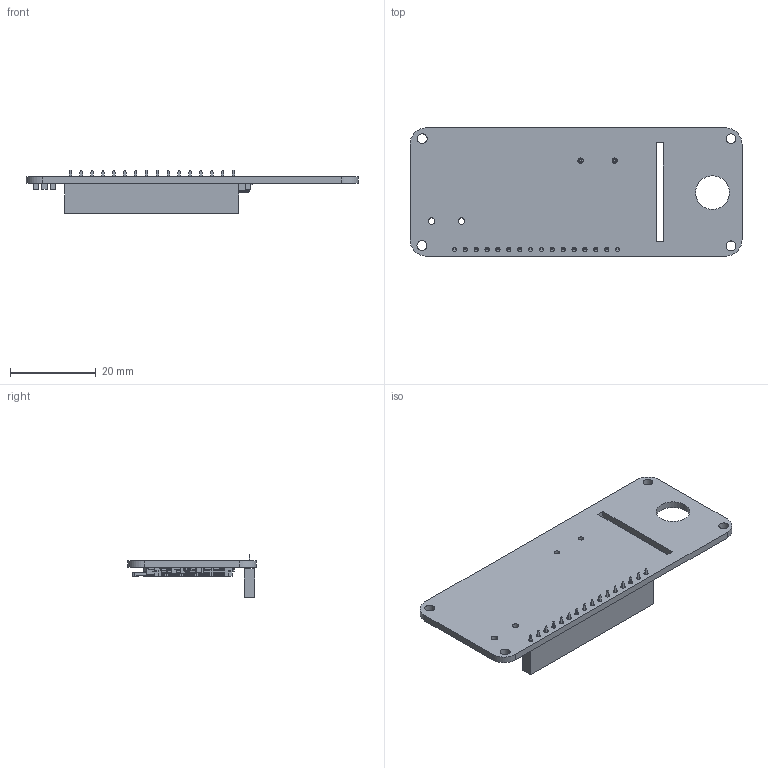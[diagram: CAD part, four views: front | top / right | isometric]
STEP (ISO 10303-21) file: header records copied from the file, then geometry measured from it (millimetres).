
FILE_DESCRIPTION(('KiCad electronic assembly'),'2;1');
FILE_NAME('numcalcium-front.step','2024-11-24T16:21:33',('Pcbnew'),( 'Kicad'),'Open CASCADE STEP processor 7.6','KiCad to STEP converter' ,'Unknown');
FILE_SCHEMA(('AUTOMOTIVE_DESIGN { 1 0 10303 214 1 1 1 1 }'));
Length unit declared in the file: millimetre
Products named in the file (27): numcalcium-front 1; R_0805_2012Metric; C_0805_2012Metric; PinSocket_1x16_P2.54mm_Vertical; PinSocket_1x16_P254mm_Vertical; SOT-23; SOT_23; D_0805_2012Metric; D_0805; TF-01A; Frame; MicroSD; Body; Pin1; Pin2; Pin3; Pin4; Pin5; Pin6; Pin7; Pin8; Pin9; Hirose_FH12-30S-0.5SH_1x30-1MP_P0.50mm_Horizontal; Hirose_FH12_xxS_0_5SH_Parametric_v0_1; _autosave-numcalcium_PCB
Assembly tree (42 placements, depth 3):
  numcalcium-front 1
    R_0805_2012Metric  x10
      R_0805_2012Metric
    C_0805_2012Metric  x7
      C_0805_2012Metric
    PinSocket_1x16_P2.54mm_Vertical
      PinSocket_1x16_P254mm_Vertical
    SOT-23  x2
      SOT_23
    D_0805_2012Metric
      D_0805
    TF-01A
      Frame
      MicroSD
      Body
      Pin1
      Pin2
      Pin3
      Pin4
      Pin5
      Pin6
      Pin7
      Pin8
      Pin9
    Hirose_FH12-30S-0.5SH_1x30-1MP_P0.50mm_Horizontal
      Hirose_FH12_xxS_0_5SH_Parametric_v0_1
    _autosave-numcalcium_PCB
Bounding box: 77.52 x 29.97 x 10.1 mm (x, y, z)
Volume: 4803.4 mm3; surface area: 8431.2 mm2
Topology: 37 solids, 37 shells, 2286 faces, 6042 edges, 3925 vertices
Faces by surface type: plane 1720, cylinder 388, bspline 174, cone 3, torus 1
Full cylindrical faces by diameter (mm): 0.8 x2, 1 x16, 1.25 x2, 1.5 x2, 2.247 x1, 2.288 x1, 2.297 x1, 2.329 x1, 7.884 x1
Entity records: 67710 total; most frequent: CARTESIAN_POINT 15193, ORIENTED_EDGE 9636, DIRECTION 8393, EDGE_CURVE 4818, LINE 4079, VECTOR 4079, VERTEX_POINT 3135, AXIS2_PLACEMENT_3D 2157
